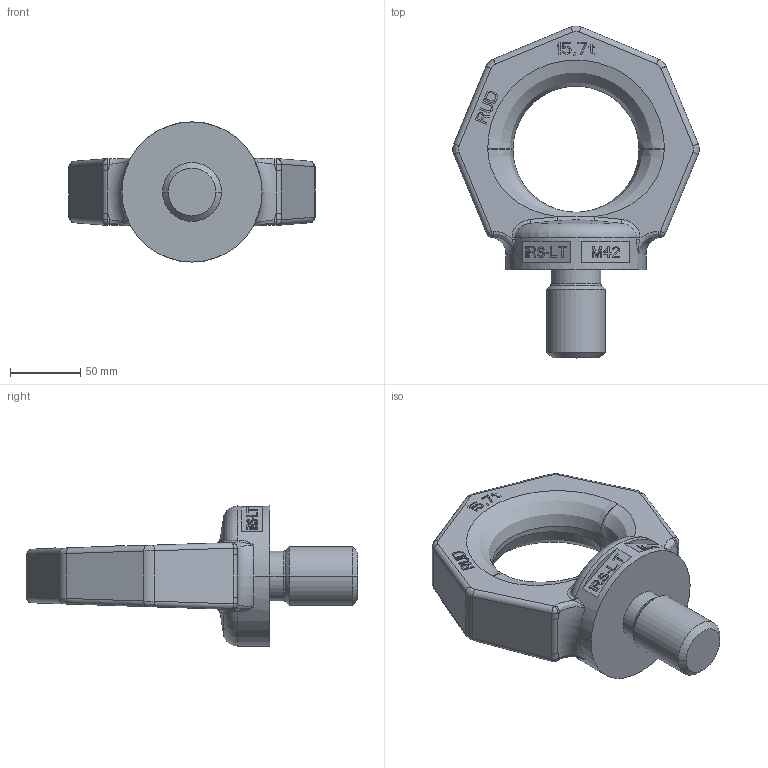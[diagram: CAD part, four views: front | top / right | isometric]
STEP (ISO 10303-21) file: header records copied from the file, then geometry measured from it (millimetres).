
FILE_DESCRIPTION((''),'2;1');
FILE_NAME('001-M35563-P-7_ASM','2018-04-11T',('Roland.Jakubetz'),(''),'PRO/ENGINEER BY PARAMETRIC TECHNOLOGY CORPORATION, 2011490','PRO/ENGINEER BY PARAMETRIC TECHNOLOGY CORPORATION, 2011490','');
FILE_SCHEMA(('CONFIG_CONTROL_DESIGN'));
Length unit declared in the file: millimetre
Products named in the file (3): 001-M35563-P-7; 001-M31079-Y04; 001-M35563-P-7_ASM
Assembly tree (2 placements, depth 2):
  001-M35563-P-7_ASM
    001-M35563-P-7
    001-M31079-Y04
Bounding box: 175.84 x 236.92 x 100 mm (x, y, z)
Volume: 877893.6 mm3; surface area: 82663.6 mm2
Topology: 2 solids, 2 shells, 445 faces, 1188 edges, 768 vertices
Faces by surface type: plane 354, bspline 42, cylinder 33, torus 6, cone 6, sphere 4
Entity records: 16930 total; most frequent: CARTESIAN_POINT 6014, ORIENTED_EDGE 2376, DIRECTION 2018, EDGE_CURVE 1188, VECTOR 1010, LINE 1010, VERTEX_POINT 768, AXIS2_PLACEMENT_3D 504
